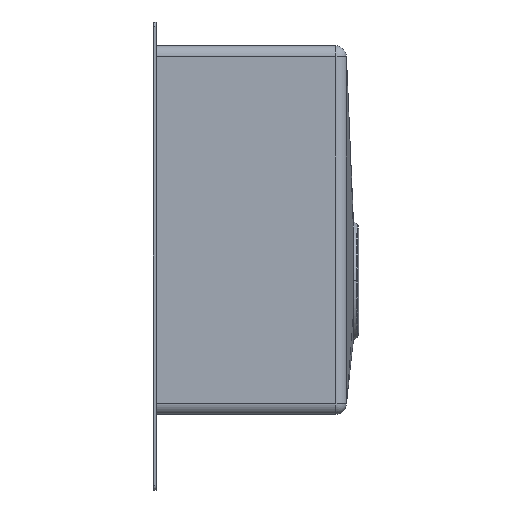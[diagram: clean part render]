
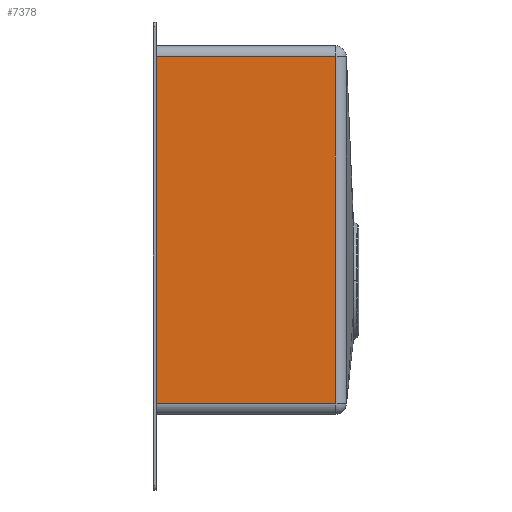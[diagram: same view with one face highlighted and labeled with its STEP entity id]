
A CAD part, left-side view. The second image highlights one B-rep face of the part: STEP entity #7378.
In plain terms, the highlighted planar face has unit normal (-1, 0, 0).
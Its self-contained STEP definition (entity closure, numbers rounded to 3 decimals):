
#1832=DIRECTION('',(0.,0.,1.));
#1833=VECTOR('',#1832,348.);
#1834=CARTESIAN_POINT('',(-261.2,-3.,-148.));
#1835=LINE('',#1834,#1833);
#1836=DIRECTION('',(0.,-1.,0.));
#1837=VECTOR('',#1836,180.);
#1838=CARTESIAN_POINT('',(-261.2,-3.,200.));
#1839=LINE('',#1838,#1837);
#1840=DIRECTION('',(0.,0.,-1.));
#1841=VECTOR('',#1840,348.);
#1842=CARTESIAN_POINT('',(-261.2,-183.,200.));
#1843=LINE('',#1842,#1841);
#1844=DIRECTION('',(0.,-1.,0.));
#1845=VECTOR('',#1844,180.);
#1846=CARTESIAN_POINT('',(-261.2,-3.,-148.));
#1847=LINE('',#1846,#1845);
#2628=CARTESIAN_POINT('',(-261.2,-183.,200.));
#2629=CARTESIAN_POINT('',(-261.2,-183.,-148.));
#2630=VERTEX_POINT('',#2628);
#2631=VERTEX_POINT('',#2629);
#2652=CARTESIAN_POINT('',(-261.2,-3.,-148.));
#2653=CARTESIAN_POINT('',(-261.2,-3.,200.));
#2654=VERTEX_POINT('',#2652);
#2655=VERTEX_POINT('',#2653);
#7366=CARTESIAN_POINT('',(-261.2,0.,-158.));
#7367=DIRECTION('',(-1.,0.,0.));
#7368=DIRECTION('',(0.,0.,1.));
#7369=AXIS2_PLACEMENT_3D('',#7366,#7367,#7368);
#7370=PLANE('',#7369);
#7371=ORIENTED_EDGE('',*,*,#6826,.T.);
#7373=ORIENTED_EDGE('',*,*,#7372,.T.);
#7374=ORIENTED_EDGE('',*,*,#7333,.T.);
#7375=ORIENTED_EDGE('',*,*,#7358,.F.);
#7376=EDGE_LOOP('',(#7371,#7373,#7374,#7375));
#7377=FACE_OUTER_BOUND('',#7376,.F.);
#7378=ADVANCED_FACE('',(#7377),#7370,.T.);
#6826=EDGE_CURVE('',#2654,#2655,#1835,.T.);
#7333=EDGE_CURVE('',#2630,#2631,#1843,.T.);
#7358=EDGE_CURVE('',#2654,#2631,#1847,.T.);
#7372=EDGE_CURVE('',#2655,#2630,#1839,.T.);
